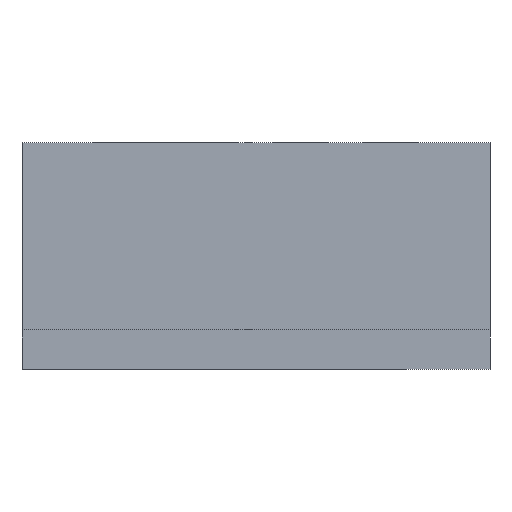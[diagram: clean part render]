
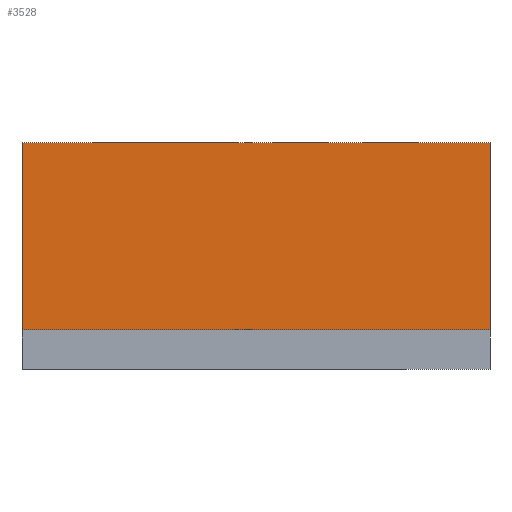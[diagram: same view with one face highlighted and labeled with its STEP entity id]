
A CAD part, left-side view. The second image highlights one B-rep face of the part: STEP entity #3528.
In plain terms, the highlighted planar face has unit normal (-1, 0, 0).
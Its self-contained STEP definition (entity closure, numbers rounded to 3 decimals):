
#535=ORIENTED_EDGE('',*,*,#1460,.T.);
#536=ORIENTED_EDGE('',*,*,#1461,.F.);
#537=ORIENTED_EDGE('',*,*,#1397,.F.);
#538=ORIENTED_EDGE('',*,*,#1462,.T.);
#1397=EDGE_CURVE('',#1876,#1877,#2235,.T.);
#1460=EDGE_CURVE('',#1939,#1940,#2239,.T.);
#1461=EDGE_CURVE('',#1877,#1940,#2240,.T.);
#1462=EDGE_CURVE('',#1876,#1939,#2241,.T.);
#1876=VERTEX_POINT('',#5169);
#1877=VERTEX_POINT('',#5170);
#1939=VERTEX_POINT('',#5570);
#1940=VERTEX_POINT('',#5571);
#2235=LINE('',#5168,#2583);
#2239=LINE('',#5569,#2587);
#2240=LINE('',#5572,#2588);
#2241=LINE('',#5573,#2589);
#2583=VECTOR('',#4200,1000.);
#2587=VECTOR('',#4206,1000.);
#2588=VECTOR('',#4207,1000.);
#2589=VECTOR('',#4208,1000.);
#2871=EDGE_LOOP('',(#535,#536,#537,#538));
#3117=FACE_BOUND('',#2871,.T.);
#3342=PLANE('',#3837);
#3528=ADVANCED_FACE('',(#3117),#3342,.F.);
#3837=AXIS2_PLACEMENT_3D('',#5568,#4204,#4205);
#4200=DIRECTION('',(0.,-1.,0.));
#4204=DIRECTION('',(1.,0.,0.));
#4205=DIRECTION('',(0.,0.,-1.));
#4206=DIRECTION('',(0.,-1.,0.));
#4207=DIRECTION('',(0.,0.,-1.));
#4208=DIRECTION('',(0.,0.,-1.));
#5168=CARTESIAN_POINT('',(-1.25,1.25,1.));
#5169=CARTESIAN_POINT('',(-1.25,1.25,1.));
#5170=CARTESIAN_POINT('',(-1.25,-1.25,1.));
#5568=CARTESIAN_POINT('',(-1.25,1.25,1.));
#5569=CARTESIAN_POINT('',(-1.25,1.25,0.));
#5570=CARTESIAN_POINT('',(-1.25,1.25,0.));
#5571=CARTESIAN_POINT('',(-1.25,-1.25,0.));
#5572=CARTESIAN_POINT('',(-1.25,-1.25,1.));
#5573=CARTESIAN_POINT('',(-1.25,1.25,1.));
